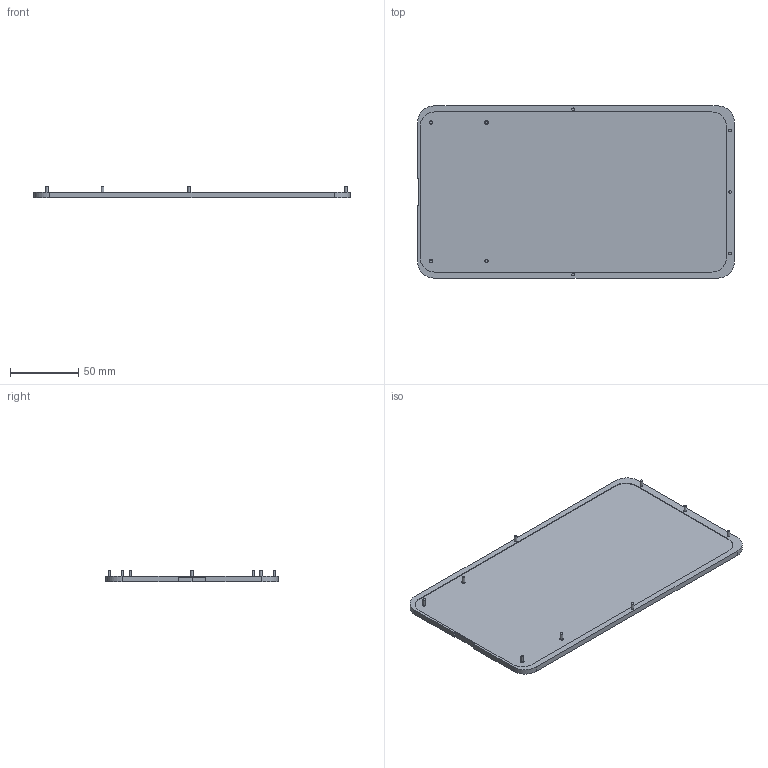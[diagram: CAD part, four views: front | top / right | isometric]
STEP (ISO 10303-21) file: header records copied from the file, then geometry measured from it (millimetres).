
FILE_DESCRIPTION(('FreeCAD Model'),'2;1');
FILE_NAME('Open CASCADE Shape Model','2022-11-27T14:20:38',('Author'),( ''),'Open CASCADE STEP processor 7.6','FreeCAD','Unknown');
FILE_SCHEMA(('AUTOMOTIVE_DESIGN { 1 0 10303 214 1 1 1 1 }'));
Length unit declared in the file: millimetre
Products named in the file (1): Base
Bounding box: 232 x 126 x 8.5 mm (x, y, z)
Volume: 103388.7 mm3; surface area: 61561.6 mm2
Topology: 1 solids, 1 shells, 48 faces, 104 edges, 68 vertices
Faces by surface type: plane 27, cylinder 17, cone 4
Full cylindrical faces by diameter (mm): 2 x9
Entity records: 2651 total; most frequent: CARTESIAN_POINT 468, DIRECTION 409, ORIENTED_EDGE 208, PCURVE 208, DEFINITIONAL_REPRESENTATION 208, LINE 201, VECTOR 201, EDGE_CURVE 104
